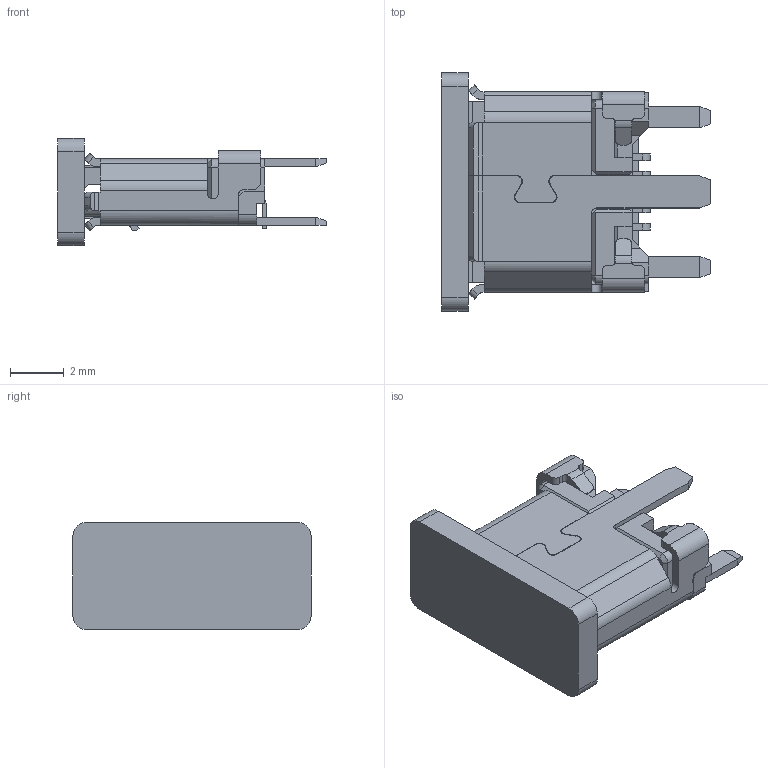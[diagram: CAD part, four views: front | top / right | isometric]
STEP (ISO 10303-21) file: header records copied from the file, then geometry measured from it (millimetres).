
FILE_DESCRIPTION(('CoCreate Modeling STEP Export'),'2;1');
FILE_NAME('010101010-421 5P直立式有翻边外壳3支脚.stp','2017-09-22T17:27:03',(''),(''),'CoCreate Modeling STEP processor for AP214 (Solid Model)','CoCreate Modeling 16.00 13-May-2008 (C) Parametric Technology GmbH','');
FILE_SCHEMA(('AUTOMOTIVE_DESIGN { 1 0 10303 214 1 1 1 1 }'));
Length unit declared in the file: millimetre
Products named in the file (1): MSBR.1
Bounding box: 10.05 x 8.9 x 4 mm (x, y, z)
Volume: 108.6 mm3; surface area: 479.6 mm2
Topology: 1 solids, 1 shells, 683 faces, 1923 edges, 1241 vertices
Faces by surface type: plane 477, cylinder 176, cone 14, bspline 8, torus 8
Entity records: 22528 total; most frequent: CARTESIAN_POINT 4901, ORIENTED_EDGE 3842, DIRECTION 3478, EDGE_CURVE 1921, VECTOR 1458, LINE 1458, VERTEX_POINT 1241, AXIS2_PLACEMENT_3D 1010
